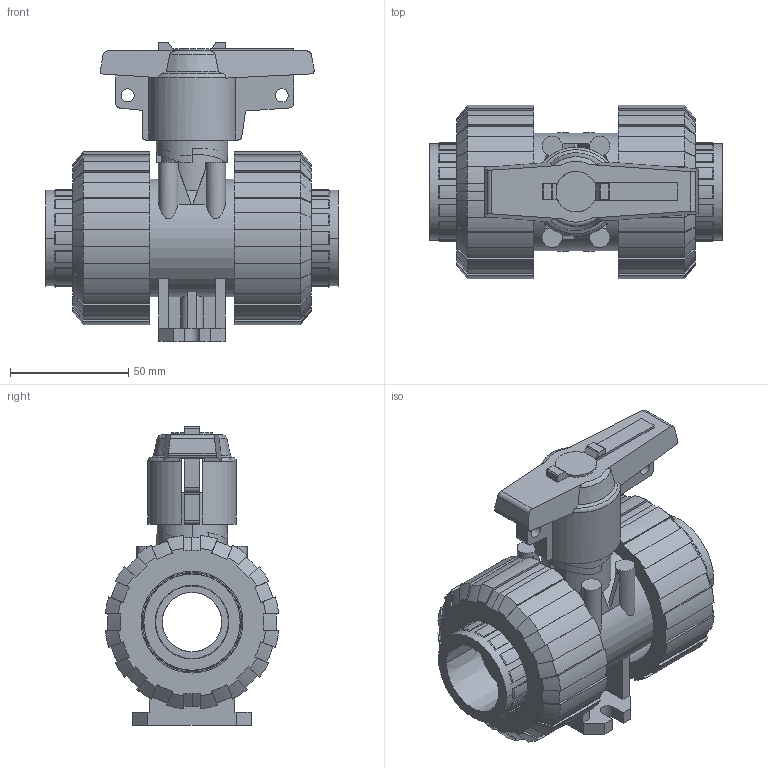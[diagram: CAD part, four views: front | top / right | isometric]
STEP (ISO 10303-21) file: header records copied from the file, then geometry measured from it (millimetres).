
FILE_DESCRIPTION(('STEP AP214'),'1');
FILE_NAME('cctmp_1EB0F1D2-9E83-4F8D-B3D2-5DA62396723E_2021_10_21_12_34_51_0456..stp','2021-10-21T10:34:51',('Praher Valves GmbH'),('CADClick - www.CADClick.com'),'Spatial InterOp 3D',' ','unknown authorization');
FILE_SCHEMA(('AUTOMOTIVE_DESIGN'));
Length unit declared in the file: millimetre
Products named in the file (7): cc_unnamed; 124094_5; 124094_4; 124094_3; 124094_2; 124094_1; 124094
Assembly tree (6 placements, depth 2):
  cc_unnamed
    124094_5
    124094_4
    124094_3
    124094_2
    124094_1
    124094
Bounding box: 123.6 x 73.17 x 125.93 mm (x, y, z)
Volume: 343395.6 mm3; surface area: 100906.7 mm2
Topology: 6 solids, 6 shells, 614 faces, 1774 edges, 1182 vertices
Faces by surface type: plane 318, cylinder 170, cone 120, torus 6
Entity records: 26103 total; most frequent: CARTESIAN_POINT 4862, ORIENTED_EDGE 3548, DIRECTION 3358, EDGE_CURVE 1774, AXIS2_PLACEMENT_3D 1221, VERTEX_POINT 1182, LINE 916, VECTOR 916
